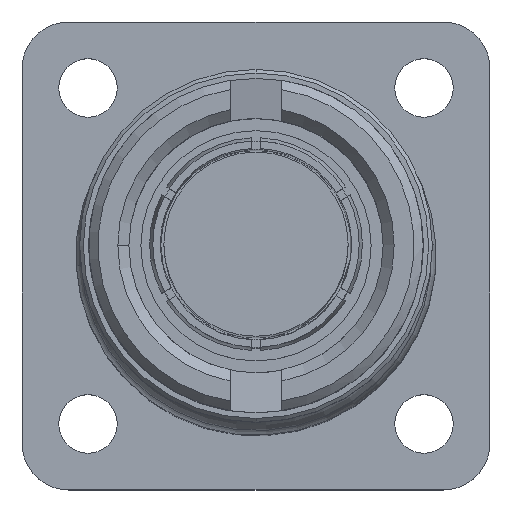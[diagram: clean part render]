
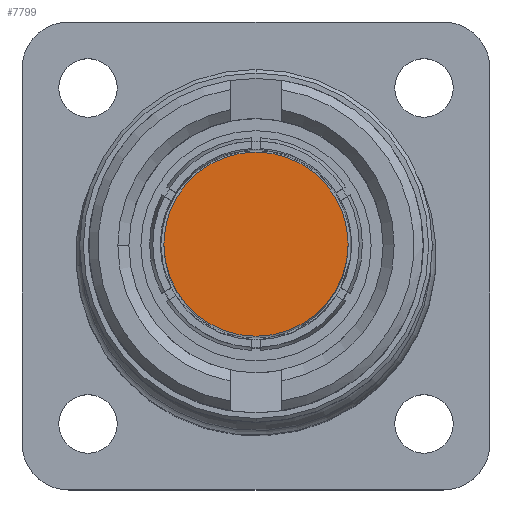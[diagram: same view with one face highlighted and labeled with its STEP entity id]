
A CAD part, top view. The second image highlights one B-rep face of the part: STEP entity #7799.
In plain terms, the highlighted face is planar.
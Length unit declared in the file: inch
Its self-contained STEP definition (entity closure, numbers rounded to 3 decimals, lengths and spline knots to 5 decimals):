
#134 = CARTESIAN_POINT ( 'NONE',  ( -1.49016, -0.19685, 0. ) ) ;
#230 = CIRCLE ( 'NONE', #888, 0.19685 ) ;
#493 = CARTESIAN_POINT ( 'NONE',  ( -1.49016, 0., 0.19685 ) ) ;
#647 = ORIENTED_EDGE ( 'NONE', *, *, #8974, .F. ) ;
#682 = DIRECTION ( 'NONE',  ( -1., 0., 0. ) ) ;
#888 = AXIS2_PLACEMENT_3D ( 'NONE', #6165, #4561, #5450 ) ;
#1140 = CARTESIAN_POINT ( 'NONE',  ( -1.49016, 0., 0. ) ) ;
#1429 = VERTEX_POINT ( 'NONE', #134 ) ;
#1887 = CIRCLE ( 'NONE', #6353, 0.19685 ) ;
#2296 = CARTESIAN_POINT ( 'NONE',  ( -1.49016, 0., 0. ) ) ;
#2333 = VERTEX_POINT ( 'NONE', #493 ) ;
#2757 = DIRECTION ( 'NONE',  ( 0., 0., 1. ) ) ;
#2999 = VERTEX_POINT ( 'NONE', #5924 ) ;
#3040 = CIRCLE ( 'NONE', #6169, 0.19685 ) ;
#3374 = AXIS2_PLACEMENT_3D ( 'NONE', #2296, #682, #10172 ) ;
#3843 = PLANE ( 'NONE',  #3374 ) ;
#4001 = DIRECTION ( 'NONE',  ( 0., 0., 1. ) ) ;
#4349 = FACE_OUTER_BOUND ( 'NONE', #7257, .T. ) ;
#4561 = DIRECTION ( 'NONE',  ( 1., 0., 0. ) ) ;
#5450 = DIRECTION ( 'NONE',  ( 0., 0., 1. ) ) ;
#5924 = CARTESIAN_POINT ( 'NONE',  ( -1.49016, 0.19685, 0. ) ) ;
#6165 = CARTESIAN_POINT ( 'NONE',  ( -1.49016, 0., 0. ) ) ;
#6169 = AXIS2_PLACEMENT_3D ( 'NONE', #1140, #9804, #2757 ) ;
#6353 = AXIS2_PLACEMENT_3D ( 'NONE', #6474, #8812, #4001 ) ;
#6474 = CARTESIAN_POINT ( 'NONE',  ( -1.49016, 0., 0. ) ) ;
#6614 = EDGE_CURVE ( 'NONE', #1429, #2999, #3040, .T. ) ;
#7257 = EDGE_LOOP ( 'NONE', ( #9498, #647, #8617 ) ) ;
#7799 = ADVANCED_FACE ( 'NONE', ( #4349 ), #3843, .T. ) ;
#7840 = EDGE_CURVE ( 'NONE', #2999, #2333, #230, .T. ) ;
#8617 = ORIENTED_EDGE ( 'NONE', *, *, #7840, .F. ) ;
#8812 = DIRECTION ( 'NONE',  ( 1., 0., 0. ) ) ;
#8974 = EDGE_CURVE ( 'NONE', #2333, #1429, #1887, .T. ) ;
#9498 = ORIENTED_EDGE ( 'NONE', *, *, #6614, .F. ) ;
#9804 = DIRECTION ( 'NONE',  ( 1., 0., 0. ) ) ;
#10172 = DIRECTION ( 'NONE',  ( 0., 0., 1. ) ) ;
